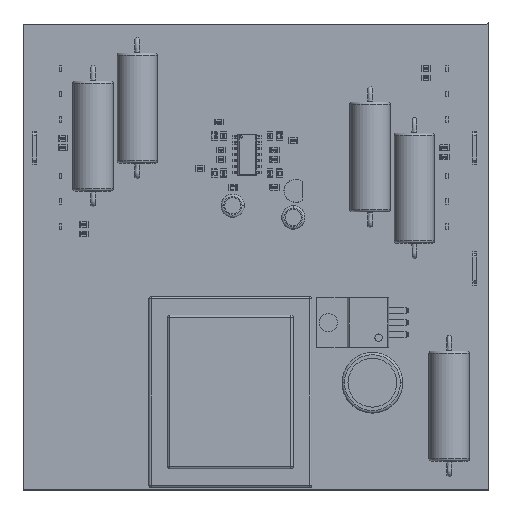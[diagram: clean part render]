
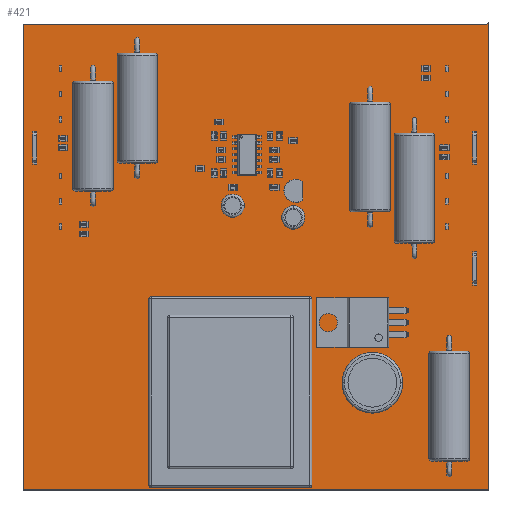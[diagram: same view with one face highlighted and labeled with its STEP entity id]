
A CAD part, top view. The second image highlights one B-rep face of the part: STEP entity #421.
In plain terms, the highlighted planar face has unit normal (0, 0, 1).
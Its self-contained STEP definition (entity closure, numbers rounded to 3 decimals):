
#260 = VERTEX_POINT('',#261);
#261 = CARTESIAN_POINT('',(0.,0.,1.6));
#267 = EDGE_CURVE('',#260,#268,#270,.T.);
#268 = VERTEX_POINT('',#269);
#269 = CARTESIAN_POINT('',(0.,100.,1.6));
#270 = LINE('',#271,#272);
#271 = CARTESIAN_POINT('',(0.,0.,1.6));
#272 = VECTOR('',#273,1.);
#273 = DIRECTION('',(0.,1.,0.));
#298 = EDGE_CURVE('',#268,#299,#301,.T.);
#299 = VERTEX_POINT('',#300);
#300 = CARTESIAN_POINT('',(99.5,100.,1.6));
#301 = LINE('',#302,#303);
#302 = CARTESIAN_POINT('',(0.,100.,1.6));
#303 = VECTOR('',#304,1.);
#304 = DIRECTION('',(1.,0.,0.));
#329 = EDGE_CURVE('',#299,#330,#332,.T.);
#330 = VERTEX_POINT('',#331);
#331 = CARTESIAN_POINT('',(100.,100.5,1.6));
#332 = LINE('',#333,#334);
#333 = CARTESIAN_POINT('',(99.5,100.,1.6));
#334 = VECTOR('',#335,1.);
#335 = DIRECTION('',(0.707,0.707,0.));
#360 = EDGE_CURVE('',#330,#361,#363,.T.);
#361 = VERTEX_POINT('',#362);
#362 = CARTESIAN_POINT('',(100.,0.,1.6));
#363 = LINE('',#364,#365);
#364 = CARTESIAN_POINT('',(100.,100.5,1.6));
#365 = VECTOR('',#366,1.);
#366 = DIRECTION('',(0.,-1.,0.));
#391 = EDGE_CURVE('',#361,#260,#392,.T.);
#392 = LINE('',#393,#394);
#393 = CARTESIAN_POINT('',(100.,0.,1.6));
#394 = VECTOR('',#395,1.);
#395 = DIRECTION('',(-1.,0.,0.));
#421 = ADVANCED_FACE('',(#422),#429,.T.);
#422 = FACE_BOUND('',#423,.F.);
#423 = EDGE_LOOP('',(#424,#425,#426,#427,#428));
#424 = ORIENTED_EDGE('',*,*,#267,.T.);
#425 = ORIENTED_EDGE('',*,*,#298,.T.);
#426 = ORIENTED_EDGE('',*,*,#329,.T.);
#427 = ORIENTED_EDGE('',*,*,#360,.T.);
#428 = ORIENTED_EDGE('',*,*,#391,.T.);
#429 = PLANE('',#430);
#430 = AXIS2_PLACEMENT_3D('',#431,#432,#433);
#431 = CARTESIAN_POINT('',(0.,0.,1.6));
#432 = DIRECTION('',(0.,0.,1.));
#433 = DIRECTION('',(1.,0.,0.));
